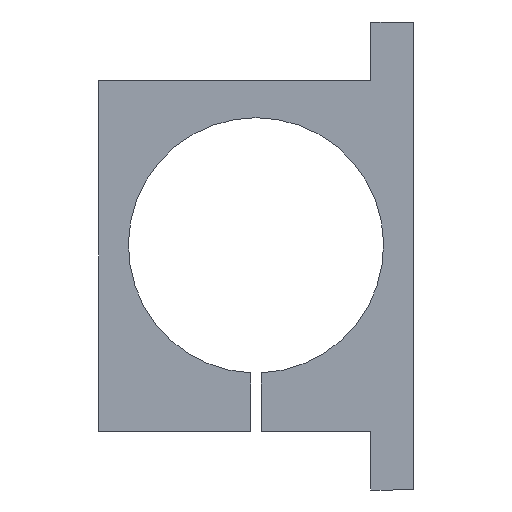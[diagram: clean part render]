
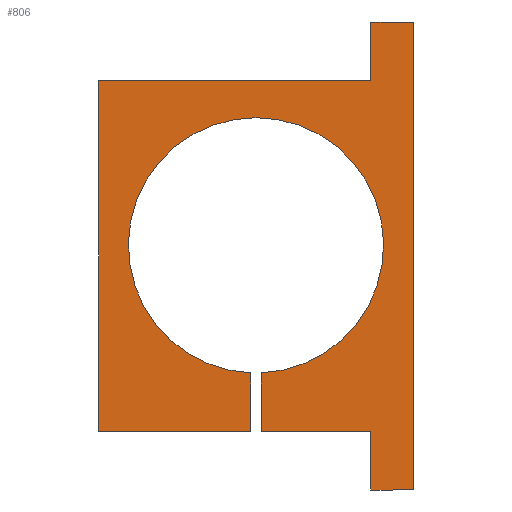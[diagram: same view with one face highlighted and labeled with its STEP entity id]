
A CAD part, left-side view. The second image highlights one B-rep face of the part: STEP entity #806.
In plain terms, the highlighted planar face has unit normal (-1, 0, 0).
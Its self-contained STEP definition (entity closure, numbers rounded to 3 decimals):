
#3 = DIRECTION ( 'NONE',  ( 0., 0., -1. ) ) ;
#11 = ORIENTED_EDGE ( 'NONE', *, *, #650, .F. ) ;
#18 = ORIENTED_EDGE ( 'NONE', *, *, #718, .F. ) ;
#19 = CARTESIAN_POINT ( 'NONE',  ( -10., 74., 77.5 ) ) ;
#21 = LINE ( 'NONE', #313, #363 ) ;
#37 = VERTEX_POINT ( 'NONE', #177 ) ;
#41 = DIRECTION ( 'NONE',  ( 0., 0., 1. ) ) ;
#50 = DIRECTION ( 'NONE',  ( 0., 0., 1. ) ) ;
#80 = FACE_OUTER_BOUND ( 'NONE', #388, .T. ) ;
#85 = PLANE ( 'NONE',  #577 ) ;
#97 = CARTESIAN_POINT ( 'NONE',  ( -10., -54., 77.5 ) ) ;
#98 = LINE ( 'NONE', #461, #437 ) ;
#116 = CARTESIAN_POINT ( 'NONE',  ( -10., -54., 77.5 ) ) ;
#133 = DIRECTION ( 'NONE',  ( 0., -1., 0. ) ) ;
#142 = DIRECTION ( 'NONE',  ( 0., 1., 0. ) ) ;
#145 = ORIENTED_EDGE ( 'NONE', *, *, #592, .F. ) ;
#149 = LINE ( 'NONE', #458, #502 ) ;
#151 = VECTOR ( 'NONE', #142, 1000. ) ;
#156 = DIRECTION ( 'NONE',  ( 0., 1., 0. ) ) ;
#161 = ORIENTED_EDGE ( 'NONE', *, *, #460, .F. ) ;
#177 = CARTESIAN_POINT ( 'NONE',  ( -10., -54., -115. ) ) ;
#187 = CARTESIAN_POINT ( 'NONE',  ( -10., -2.5, -59.948 ) ) ;
#189 = CARTESIAN_POINT ( 'NONE',  ( -10., -2.5, -59.948 ) ) ;
#190 = DIRECTION ( 'NONE',  ( 0., 0., -1. ) ) ;
#200 = CARTESIAN_POINT ( 'NONE',  ( -10., -54., 105. ) ) ;
#204 = VECTOR ( 'NONE', #689, 1000. ) ;
#208 = VERTEX_POINT ( 'NONE', #189 ) ;
#212 = EDGE_CURVE ( 'NONE', #907, #316, #345, .T. ) ;
#222 = VECTOR ( 'NONE', #133, 1000. ) ;
#230 = DIRECTION ( 'NONE',  ( 0., 0., -1. ) ) ;
#237 = ORIENTED_EDGE ( 'NONE', *, *, #691, .F. ) ;
#268 = ORIENTED_EDGE ( 'NONE', *, *, #579, .F. ) ;
#287 = VERTEX_POINT ( 'NONE', #753 ) ;
#304 = EDGE_CURVE ( 'NONE', #636, #37, #98, .T. ) ;
#313 = CARTESIAN_POINT ( 'NONE',  ( -10., -74., 105. ) ) ;
#316 = VERTEX_POINT ( 'NONE', #200 ) ;
#331 = ORIENTED_EDGE ( 'NONE', *, *, #574, .F. ) ;
#339 = ORIENTED_EDGE ( 'NONE', *, *, #773, .F. ) ;
#344 = VECTOR ( 'NONE', #190, 1000. ) ;
#345 = LINE ( 'NONE', #116, #680 ) ;
#347 = VECTOR ( 'NONE', #543, 1000. ) ;
#359 = VERTEX_POINT ( 'NONE', #612 ) ;
#363 = VECTOR ( 'NONE', #810, 1000. ) ;
#365 = EDGE_CURVE ( 'NONE', #37, #465, #372, .T. ) ;
#372 = LINE ( 'NONE', #539, #204 ) ;
#388 = EDGE_LOOP ( 'NONE', ( #331, #237, #541, #11, #145, #339, #862, #161, #268, #18, #421, #411 ) ) ;
#408 = CARTESIAN_POINT ( 'NONE',  ( -10., -54., -87.5 ) ) ;
#411 = ORIENTED_EDGE ( 'NONE', *, *, #304, .F. ) ;
#412 = DIRECTION ( 'NONE',  ( -1., 0., 0. ) ) ;
#414 = LINE ( 'NONE', #682, #222 ) ;
#420 = CARTESIAN_POINT ( 'NONE',  ( -10., 74., -87.5 ) ) ;
#421 = ORIENTED_EDGE ( 'NONE', *, *, #365, .F. ) ;
#437 = VECTOR ( 'NONE', #825, 1000. ) ;
#458 = CARTESIAN_POINT ( 'NONE',  ( -10., 74., -87.5 ) ) ;
#460 = EDGE_CURVE ( 'NONE', #208, #516, #667, .T. ) ;
#461 = CARTESIAN_POINT ( 'NONE',  ( -10., -74., -115. ) ) ;
#465 = VERTEX_POINT ( 'NONE', #408 ) ;
#473 = CARTESIAN_POINT ( 'NONE',  ( -10., -54., 105. ) ) ;
#502 = VECTOR ( 'NONE', #50, 1000. ) ;
#516 = VERTEX_POINT ( 'NONE', #799 ) ;
#523 = CARTESIAN_POINT ( 'NONE',  ( -10., -2.5, -87.5 ) ) ;
#539 = CARTESIAN_POINT ( 'NONE',  ( -10., -54., -87.5 ) ) ;
#541 = ORIENTED_EDGE ( 'NONE', *, *, #212, .F. ) ;
#543 = DIRECTION ( 'NONE',  ( 0., -1., 0. ) ) ;
#551 = LINE ( 'NONE', #473, #347 ) ;
#561 = CARTESIAN_POINT ( 'NONE',  ( -10., 0., 0. ) ) ;
#574 = EDGE_CURVE ( 'NONE', #359, #636, #21, .T. ) ;
#577 = AXIS2_PLACEMENT_3D ( 'NONE', #561, #639, #230 ) ;
#579 = EDGE_CURVE ( 'NONE', #588, #208, #747, .T. ) ;
#587 = EDGE_CURVE ( 'NONE', #516, #287, #888, .T. ) ;
#588 = VERTEX_POINT ( 'NONE', #523 ) ;
#592 = EDGE_CURVE ( 'NONE', #615, #822, #149, .T. ) ;
#597 = CARTESIAN_POINT ( 'NONE',  ( -10., 2.5, -59.948 ) ) ;
#609 = CARTESIAN_POINT ( 'NONE',  ( -10., -74., -115. ) ) ;
#612 = CARTESIAN_POINT ( 'NONE',  ( -10., -74., 105. ) ) ;
#615 = VERTEX_POINT ( 'NONE', #889 ) ;
#629 = VECTOR ( 'NONE', #156, 1000. ) ;
#636 = VERTEX_POINT ( 'NONE', #609 ) ;
#639 = DIRECTION ( 'NONE',  ( 1., 0., 0. ) ) ;
#650 = EDGE_CURVE ( 'NONE', #822, #907, #414, .T. ) ;
#667 = CIRCLE ( 'NONE', #843, 60. ) ;
#680 = VECTOR ( 'NONE', #745, 1000. ) ;
#682 = CARTESIAN_POINT ( 'NONE',  ( -10., 74., 77.5 ) ) ;
#689 = DIRECTION ( 'NONE',  ( 0., 0., 1. ) ) ;
#691 = EDGE_CURVE ( 'NONE', #316, #359, #551, .T. ) ;
#696 = CARTESIAN_POINT ( 'NONE',  ( -10., -2.5, -87.5 ) ) ;
#708 = LINE ( 'NONE', #696, #151 ) ;
#718 = EDGE_CURVE ( 'NONE', #465, #588, #708, .T. ) ;
#719 = VECTOR ( 'NONE', #41, 1000. ) ;
#745 = DIRECTION ( 'NONE',  ( 0., 0., 1. ) ) ;
#747 = LINE ( 'NONE', #187, #719 ) ;
#753 = CARTESIAN_POINT ( 'NONE',  ( -10., 2.5, -87.5 ) ) ;
#773 = EDGE_CURVE ( 'NONE', #287, #615, #830, .T. ) ;
#799 = CARTESIAN_POINT ( 'NONE',  ( -10., 2.5, -59.948 ) ) ;
#806 = ADVANCED_FACE ( 'NONE', ( #80 ), #85, .F. ) ;
#810 = DIRECTION ( 'NONE',  ( 0., 0., -1. ) ) ;
#822 = VERTEX_POINT ( 'NONE', #19 ) ;
#825 = DIRECTION ( 'NONE',  ( 0., 1., 0. ) ) ;
#830 = LINE ( 'NONE', #420, #629 ) ;
#843 = AXIS2_PLACEMENT_3D ( 'NONE', #847, #412, #3 ) ;
#847 = CARTESIAN_POINT ( 'NONE',  ( -10., 0., 0. ) ) ;
#862 = ORIENTED_EDGE ( 'NONE', *, *, #587, .F. ) ;
#888 = LINE ( 'NONE', #597, #344 ) ;
#889 = CARTESIAN_POINT ( 'NONE',  ( -10., 74., -87.5 ) ) ;
#907 = VERTEX_POINT ( 'NONE', #97 ) ;
